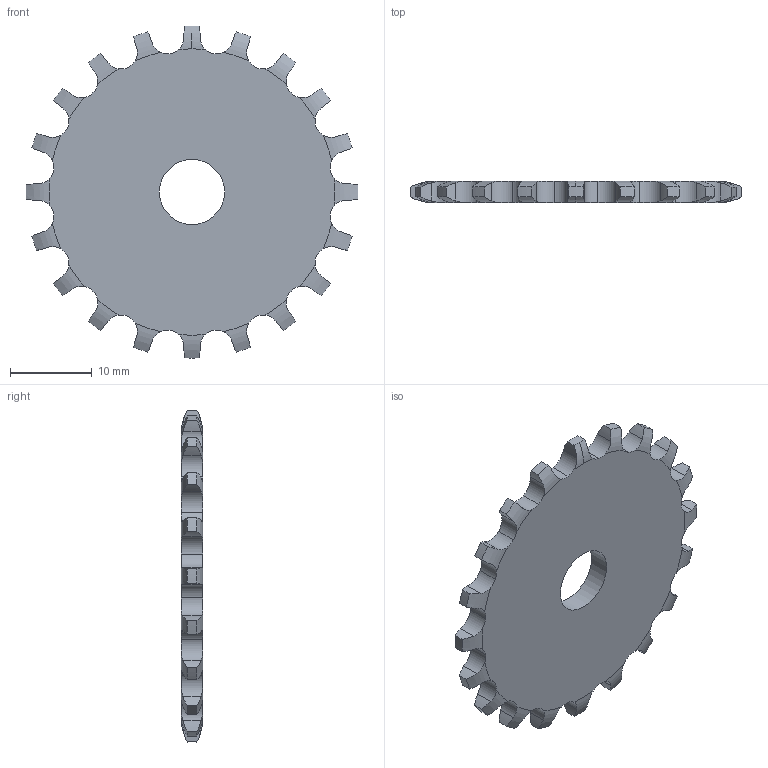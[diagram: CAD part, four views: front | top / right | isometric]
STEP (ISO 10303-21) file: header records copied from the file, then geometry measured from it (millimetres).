
FILE_DESCRIPTION(('FreeCAD Model'),'2;1');
FILE_NAME('Open CASCADE Shape Model','2022-01-09T08:26:17',('FreeCAD'),( 'FreeCAD'),'Open CASCADE STEP processor 7.4','FreeCAD','Unknown');
FILE_SCHEMA(('AUTOMOTIVE_DESIGN { 1 0 10303 214 1 1 1 1 }'));
Length unit declared in the file: millimetre
Products named in the file (1): Open CASCADE STEP translator 7.4 13
Bounding box: 40.7 x 2.6 x 40.7 mm (x, y, z)
Volume: 2620.2 mm3; surface area: 2559.3 mm2
Topology: 1 solids, 1 shells, 145 faces, 429 edges, 286 vertices
Faces by surface type: cylinder 101, revolution 42, plane 2
Full cylindrical faces by diameter (mm): 8 x1
Entity records: 16139 total; most frequent: CARTESIAN_POINT 8379, DIRECTION 1246, ORIENTED_EDGE 858, PCURVE 858, DEFINITIONAL_REPRESENTATION 858, LINE 515, VECTOR 515, B_SPLINE_CURVE_WITH_KNOTS 480
